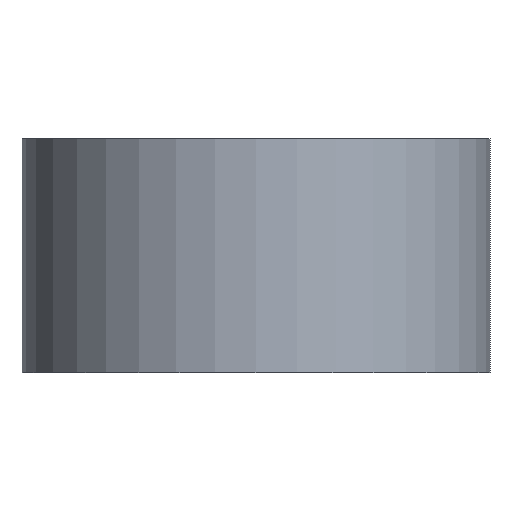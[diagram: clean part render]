
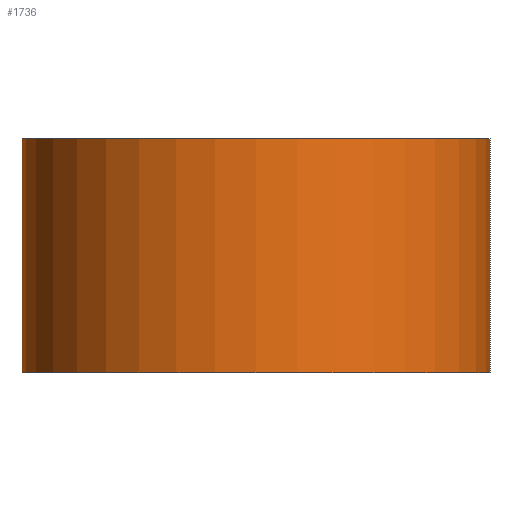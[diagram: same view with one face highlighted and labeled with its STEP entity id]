
A CAD part, front view. The second image highlights one B-rep face of the part: STEP entity #1736.
In plain terms, the highlighted cylindrical face has radius 1 mm (diameter 2 mm), a partial arc.
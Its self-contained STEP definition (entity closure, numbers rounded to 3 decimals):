
#112 = PLANE('',#113);
#113 = AXIS2_PLACEMENT_3D('',#114,#115,#116);
#114 = CARTESIAN_POINT('',(2.,1.928,1.));
#115 = DIRECTION('',(0.,0.,1.));
#116 = DIRECTION('',(1.,0.,-0.));
#438 = PLANE('',#439);
#439 = AXIS2_PLACEMENT_3D('',#440,#441,#442);
#440 = CARTESIAN_POINT('',(2.,1.928,0.));
#441 = DIRECTION('',(-0.,-0.,-1.));
#442 = DIRECTION('',(-1.,0.,0.));
#464 = PLANE('',#465);
#465 = AXIS2_PLACEMENT_3D('',#466,#467,#468);
#466 = CARTESIAN_POINT('',(3.,2.,0.));
#467 = DIRECTION('',(1.,0.,-0.));
#468 = DIRECTION('',(0.,-1.,0.));
#934 = EDGE_CURVE('',#935,#937,#939,.T.);
#935 = VERTEX_POINT('',#936);
#936 = CARTESIAN_POINT('',(1.,1.,0.));
#937 = VERTEX_POINT('',#938);
#938 = CARTESIAN_POINT('',(1.,1.,1.));
#939 = SURFACE_CURVE('',#940,(#944,#956),.PCURVE_S1.);
#940 = LINE('',#941,#942);
#941 = CARTESIAN_POINT('',(1.,1.,0.));
#942 = VECTOR('',#943,1.);
#943 = DIRECTION('',(0.,0.,1.));
#944 = PCURVE('',#945,#950);
#945 = PLANE('',#946);
#946 = AXIS2_PLACEMENT_3D('',#947,#948,#949);
#947 = CARTESIAN_POINT('',(1.,1.,0.));
#948 = DIRECTION('',(-1.,0.,0.));
#949 = DIRECTION('',(0.,1.,0.));
#950 = DEFINITIONAL_REPRESENTATION('',(#951),#955);
#951 = LINE('',#952,#953);
#952 = CARTESIAN_POINT('',(0.,0.));
#953 = VECTOR('',#954,1.);
#954 = DIRECTION('',(0.,-1.));
#955 = ( GEOMETRIC_REPRESENTATION_CONTEXT(2) 
PARAMETRIC_REPRESENTATION_CONTEXT() REPRESENTATION_CONTEXT('2D SPACE',''
  ) );
#956 = PCURVE('',#957,#962);
#957 = CYLINDRICAL_SURFACE('',#958,1.);
#958 = AXIS2_PLACEMENT_3D('',#959,#960,#961);
#959 = CARTESIAN_POINT('',(2.,1.,0.));
#960 = DIRECTION('',(0.,0.,-1.));
#961 = DIRECTION('',(1.,0.,0.));
#962 = DEFINITIONAL_REPRESENTATION('',(#963),#967);
#963 = LINE('',#964,#965);
#964 = CARTESIAN_POINT('',(3.142,0.));
#965 = VECTOR('',#966,1.);
#966 = DIRECTION('',(0.,-1.));
#967 = ( GEOMETRIC_REPRESENTATION_CONTEXT(2) 
PARAMETRIC_REPRESENTATION_CONTEXT() REPRESENTATION_CONTEXT('2D SPACE',''
  ) );
#1671 = VERTEX_POINT('',#1672);
#1672 = CARTESIAN_POINT('',(3.,1.,1.));
#1693 = EDGE_CURVE('',#1694,#1671,#1696,.T.);
#1694 = VERTEX_POINT('',#1695);
#1695 = CARTESIAN_POINT('',(3.,1.,0.));
#1696 = SURFACE_CURVE('',#1697,(#1701,#1708),.PCURVE_S1.);
#1697 = LINE('',#1698,#1699);
#1698 = CARTESIAN_POINT('',(3.,1.,0.));
#1699 = VECTOR('',#1700,1.);
#1700 = DIRECTION('',(0.,0.,1.));
#1701 = PCURVE('',#464,#1702);
#1702 = DEFINITIONAL_REPRESENTATION('',(#1703),#1707);
#1703 = LINE('',#1704,#1705);
#1704 = CARTESIAN_POINT('',(1.,0.));
#1705 = VECTOR('',#1706,1.);
#1706 = DIRECTION('',(0.,-1.));
#1707 = ( GEOMETRIC_REPRESENTATION_CONTEXT(2) 
PARAMETRIC_REPRESENTATION_CONTEXT() REPRESENTATION_CONTEXT('2D SPACE',''
  ) );
#1708 = PCURVE('',#957,#1709);
#1709 = DEFINITIONAL_REPRESENTATION('',(#1710),#1714);
#1710 = LINE('',#1711,#1712);
#1711 = CARTESIAN_POINT('',(0.,0.));
#1712 = VECTOR('',#1713,1.);
#1713 = DIRECTION('',(0.,-1.));
#1714 = ( GEOMETRIC_REPRESENTATION_CONTEXT(2) 
PARAMETRIC_REPRESENTATION_CONTEXT() REPRESENTATION_CONTEXT('2D SPACE',''
  ) );
#1736 = ADVANCED_FACE('',(#1737),#957,.T.);
#1737 = FACE_BOUND('',#1738,.T.);
#1738 = EDGE_LOOP('',(#1739,#1740,#1766,#1767));
#1739 = ORIENTED_EDGE('',*,*,#1693,.T.);
#1740 = ORIENTED_EDGE('',*,*,#1741,.T.);
#1741 = EDGE_CURVE('',#1671,#937,#1742,.T.);
#1742 = SURFACE_CURVE('',#1743,(#1748,#1755),.PCURVE_S1.);
#1743 = CIRCLE('',#1744,1.);
#1744 = AXIS2_PLACEMENT_3D('',#1745,#1746,#1747);
#1745 = CARTESIAN_POINT('',(2.,1.,1.));
#1746 = DIRECTION('',(0.,0.,-1.));
#1747 = DIRECTION('',(1.,0.,0.));
#1748 = PCURVE('',#957,#1749);
#1749 = DEFINITIONAL_REPRESENTATION('',(#1750),#1754);
#1750 = LINE('',#1751,#1752);
#1751 = CARTESIAN_POINT('',(0.,-1.));
#1752 = VECTOR('',#1753,1.);
#1753 = DIRECTION('',(1.,0.));
#1754 = ( GEOMETRIC_REPRESENTATION_CONTEXT(2) 
PARAMETRIC_REPRESENTATION_CONTEXT() REPRESENTATION_CONTEXT('2D SPACE',''
  ) );
#1755 = PCURVE('',#112,#1756);
#1756 = DEFINITIONAL_REPRESENTATION('',(#1757),#1765);
#1757 = ( BOUNDED_CURVE() B_SPLINE_CURVE(2,(#1758,#1759,#1760,#1761,
#1762,#1763,#1764),.UNSPECIFIED.,.T.,.F.) B_SPLINE_CURVE_WITH_KNOTS((1,2
    ,2,2,2,1),(-2.094,0.,2.094,4.189,
6.283,8.378),.UNSPECIFIED.) CURVE() 
GEOMETRIC_REPRESENTATION_ITEM() RATIONAL_B_SPLINE_CURVE((1.,0.5,1.,0.5,
1.,0.5,1.)) REPRESENTATION_ITEM('') );
#1758 = CARTESIAN_POINT('',(1.,-0.928));
#1759 = CARTESIAN_POINT('',(1.,-2.66));
#1760 = CARTESIAN_POINT('',(-0.5,-1.794));
#1761 = CARTESIAN_POINT('',(-2.,-0.928));
#1762 = CARTESIAN_POINT('',(-0.5,-0.062));
#1763 = CARTESIAN_POINT('',(1.,0.804));
#1764 = CARTESIAN_POINT('',(1.,-0.928));
#1765 = ( GEOMETRIC_REPRESENTATION_CONTEXT(2) 
PARAMETRIC_REPRESENTATION_CONTEXT() REPRESENTATION_CONTEXT('2D SPACE',''
  ) );
#1766 = ORIENTED_EDGE('',*,*,#934,.F.);
#1767 = ORIENTED_EDGE('',*,*,#1768,.F.);
#1768 = EDGE_CURVE('',#1694,#935,#1769,.T.);
#1769 = SURFACE_CURVE('',#1770,(#1775,#1782),.PCURVE_S1.);
#1770 = CIRCLE('',#1771,1.);
#1771 = AXIS2_PLACEMENT_3D('',#1772,#1773,#1774);
#1772 = CARTESIAN_POINT('',(2.,1.,0.));
#1773 = DIRECTION('',(0.,0.,-1.));
#1774 = DIRECTION('',(1.,0.,0.));
#1775 = PCURVE('',#957,#1776);
#1776 = DEFINITIONAL_REPRESENTATION('',(#1777),#1781);
#1777 = LINE('',#1778,#1779);
#1778 = CARTESIAN_POINT('',(0.,0.));
#1779 = VECTOR('',#1780,1.);
#1780 = DIRECTION('',(1.,0.));
#1781 = ( GEOMETRIC_REPRESENTATION_CONTEXT(2) 
PARAMETRIC_REPRESENTATION_CONTEXT() REPRESENTATION_CONTEXT('2D SPACE',''
  ) );
#1782 = PCURVE('',#438,#1783);
#1783 = DEFINITIONAL_REPRESENTATION('',(#1784),#1788);
#1784 = CIRCLE('',#1785,1.);
#1785 = AXIS2_PLACEMENT_2D('',#1786,#1787);
#1786 = CARTESIAN_POINT('',(0.,-0.928));
#1787 = DIRECTION('',(-1.,0.));
#1788 = ( GEOMETRIC_REPRESENTATION_CONTEXT(2) 
PARAMETRIC_REPRESENTATION_CONTEXT() REPRESENTATION_CONTEXT('2D SPACE',''
  ) );
